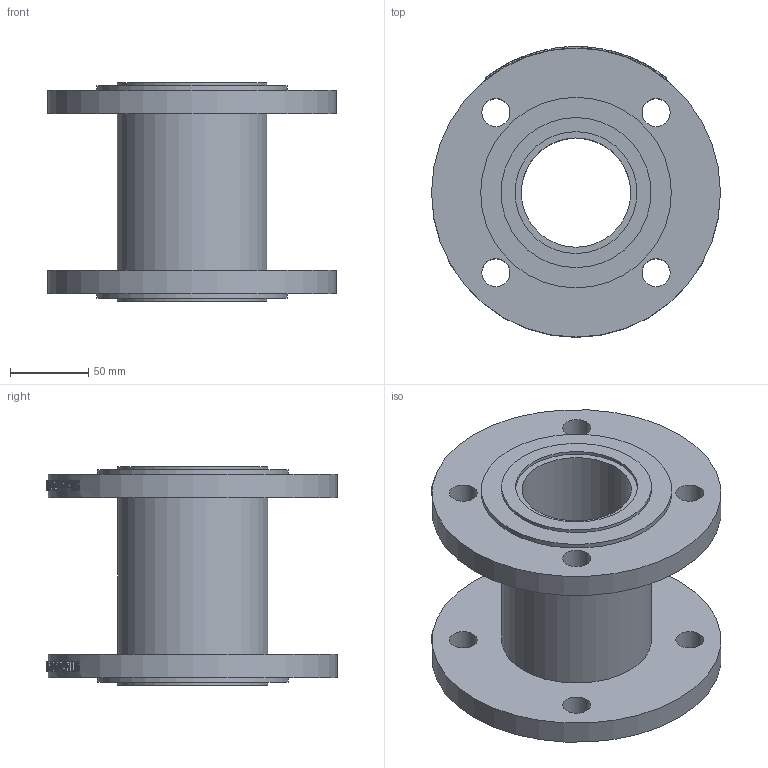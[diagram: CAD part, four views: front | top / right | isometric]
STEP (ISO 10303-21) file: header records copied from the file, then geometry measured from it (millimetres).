
FILE_DESCRIPTION(/* description */ ('1521065'),/* implementation_level */ '2;1');
FILE_NAME(/* name */ '1521065.stp',/* time_stamp */ '2019-06-03T16:53:12+02:00',/* author */ ('jmorand'),/* organization */ ('Sferaco'),/* preprocessor_version */ 'ST-DEVELOPER v17.2',/* originating_system */ 'Autodesk Inventor 2019',/* authorisation */ '');
FILE_SCHEMA (('AUTOMOTIVE_DESIGN { 1 0 10303 214 3 1 1 }'));
Length unit declared in the file: millimetre
Products named in the file (1): 1521065_corps
Bounding box: 185 x 186 x 140 mm (x, y, z)
Volume: 1056765.1 mm3; surface area: 171400 mm2
Topology: 1 solids, 1 shells, 912 faces, 2493 edges, 1665 vertices
Faces by surface type: bspline 482, plane 338, cylinder 92
Full cylindrical faces by diameter (mm): 18 x8, 70 x1, 78 x2, 96 x3, 122 x2, 185 x2
Entity records: 41973 total; most frequent: CARTESIAN_POINT 20835, ORIENTED_EDGE 4986, DIRECTION 2764, EDGE_CURVE 2493, VERTEX_POINT 1665, LINE 1156, VECTOR 1156, EDGE_LOOP 1012
